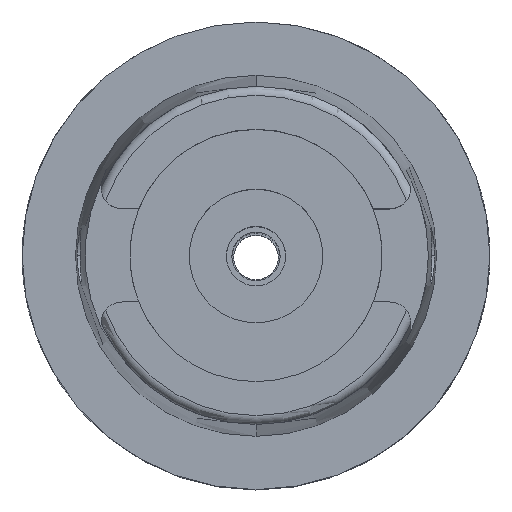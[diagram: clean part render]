
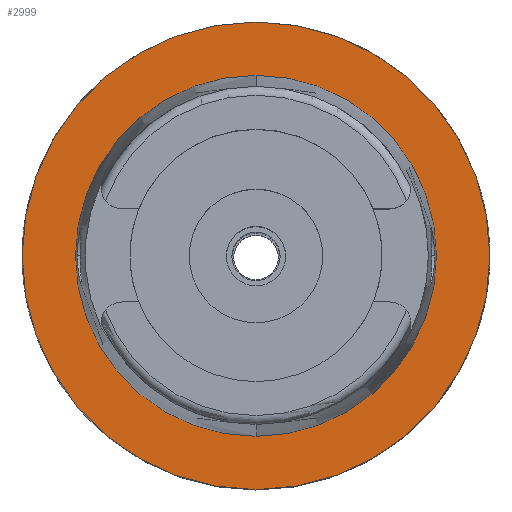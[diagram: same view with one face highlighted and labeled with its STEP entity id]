
A CAD part, top view. The second image highlights one B-rep face of the part: STEP entity #2999.
In plain terms, the highlighted planar face has unit normal (0, 0, 1).
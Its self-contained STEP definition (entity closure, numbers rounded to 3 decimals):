
#614=CARTESIAN_POINT('',(0.,0.,0.));
#615=DIRECTION('',(0.,0.,-1.));
#616=DIRECTION('',(0.,-1.,0.));
#617=AXIS2_PLACEMENT_3D('',#614,#615,#616);
#622=CARTESIAN_POINT('',(0.,0.,0.));
#623=DIRECTION('',(0.,0.,-1.));
#624=DIRECTION('',(0.,1.,0.));
#625=AXIS2_PLACEMENT_3D('',#622,#623,#624);
#630=CARTESIAN_POINT('',(0.,0.,0.));
#631=DIRECTION('',(0.,0.,1.));
#632=DIRECTION('',(0.,-1.,0.));
#633=AXIS2_PLACEMENT_3D('',#630,#631,#632);
#638=CARTESIAN_POINT('',(0.,0.,0.));
#639=DIRECTION('',(0.,0.,1.));
#640=DIRECTION('',(0.,1.,0.));
#641=AXIS2_PLACEMENT_3D('',#638,#639,#640);
#2343=CARTESIAN_POINT('',(0.,-24.315,0.));
#2344=VERTEX_POINT('',#2343);
#2345=CARTESIAN_POINT('',(0.,24.315,0.));
#2346=VERTEX_POINT('',#2345);
#2613=CARTESIAN_POINT('',(0.,31.5,0.));
#2614=VERTEX_POINT('',#2613);
#2615=CARTESIAN_POINT('',(0.,-31.5,0.));
#2616=VERTEX_POINT('',#2615);
#2984=CARTESIAN_POINT('',(0.,0.,0.));
#2985=DIRECTION('',(0.,0.,1.));
#2986=DIRECTION('',(0.,1.,0.));
#2987=AXIS2_PLACEMENT_3D('',#2984,#2985,#2986);
#2988=PLANE('',#2987);
#2990=ORIENTED_EDGE('',*,*,#2989,.T.);
#2992=ORIENTED_EDGE('',*,*,#2991,.T.);
#2993=EDGE_LOOP('',(#2990,#2992));
#2994=FACE_OUTER_BOUND('',#2993,.F.);
#2995=ORIENTED_EDGE('',*,*,#2942,.T.);
#2996=ORIENTED_EDGE('',*,*,#2735,.T.);
#2997=EDGE_LOOP('',(#2995,#2996));
#2998=FACE_BOUND('',#2997,.F.);
#618=CIRCLE('',#617,31.5);
#626=CIRCLE('',#625,31.5);
#634=CIRCLE('',#633,24.315);
#642=CIRCLE('',#641,24.315);
#2735=EDGE_CURVE('',#2346,#2344,#642,.T.);
#2942=EDGE_CURVE('',#2344,#2346,#634,.T.);
#2989=EDGE_CURVE('',#2616,#2614,#618,.T.);
#2991=EDGE_CURVE('',#2614,#2616,#626,.T.);
#2999=ADVANCED_FACE('',(#2994,#2998),#2988,.T.);
